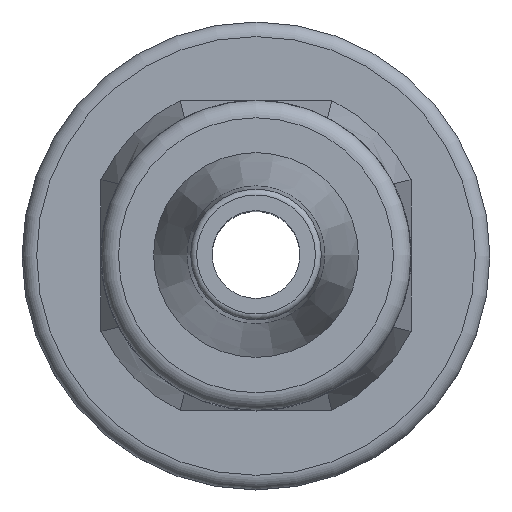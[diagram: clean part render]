
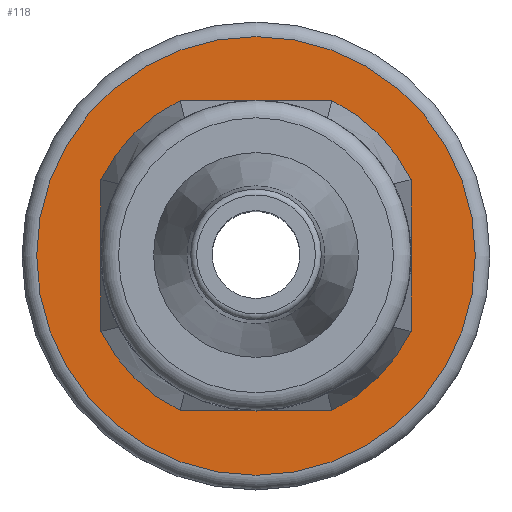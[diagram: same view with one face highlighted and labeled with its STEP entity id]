
A CAD part, top view. The second image highlights one B-rep face of the part: STEP entity #118.
In plain terms, the highlighted planar face has unit normal (0, 0, 1).
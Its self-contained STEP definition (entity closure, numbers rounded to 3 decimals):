
#118=ADVANCED_FACE('',(#186,#187),#163,.F.);
#163=PLANE('',#611);
#186=FACE_BOUND('',#246,.T.);
#187=FACE_BOUND('',#247,.T.);
#246=EDGE_LOOP('',(#322));
#247=EDGE_LOOP('',(#323));
#322=ORIENTED_EDGE('',*,*,#500,.T.);
#323=ORIENTED_EDGE('',*,*,#501,.F.);
#451=VERTEX_POINT('',#909);
#452=VERTEX_POINT('',#911);
#500=EDGE_CURVE('',#451,#451,#565,.T.);
#501=EDGE_CURVE('',#452,#452,#566,.T.);
#565=CIRCLE('',#609,2.65);
#566=CIRCLE('',#610,3.748);
#609=AXIS2_PLACEMENT_3D('',#908,#711,#712);
#610=AXIS2_PLACEMENT_3D('',#910,#713,#714);
#611=AXIS2_PLACEMENT_3D('',#912,#715,#716);
#711=DIRECTION('',(0.,0.,-1.));
#712=DIRECTION('',(-1.,0.,0.));
#713=DIRECTION('',(0.,0.,-1.));
#714=DIRECTION('',(1.,0.,0.));
#715=DIRECTION('',(0.,0.,-1.));
#716=DIRECTION('',(1.,0.,0.));
#908=CARTESIAN_POINT('',(0.,0.,-16.293));
#909=CARTESIAN_POINT('',(-2.65,0.,-16.293));
#910=CARTESIAN_POINT('',(0.,0.,-16.293));
#911=CARTESIAN_POINT('',(3.748,0.,-16.293));
#912=CARTESIAN_POINT('',(-2.599,0.,-16.293));
